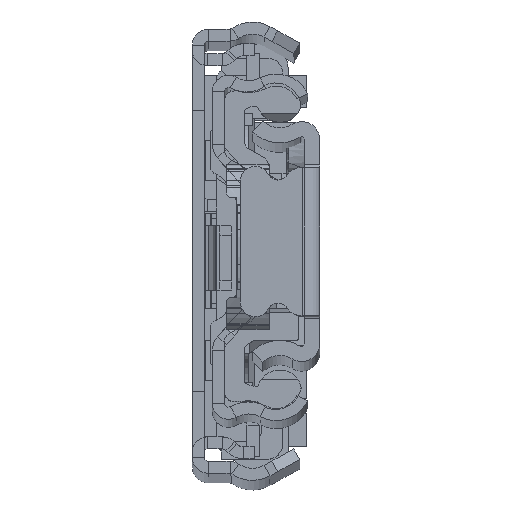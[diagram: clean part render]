
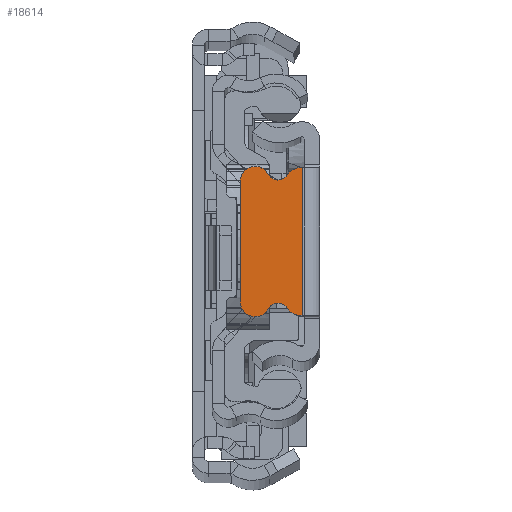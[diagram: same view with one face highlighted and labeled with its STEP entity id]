
A CAD part, top view. The second image highlights one B-rep face of the part: STEP entity #18614.
In plain terms, the highlighted planar face has unit normal (0, 0, 1).
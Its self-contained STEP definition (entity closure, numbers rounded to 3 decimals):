
#757 = AXIS2_PLACEMENT_3D ( 'NONE', #32066, #27125, #18689 ) ;
#944 = CARTESIAN_POINT ( 'NONE',  ( -1.929, -5.87, 0. ) ) ;
#1632 = EDGE_CURVE ( 'NONE', #29270, #11584, #20408, .T. ) ;
#1738 = CARTESIAN_POINT ( 'NONE',  ( -1.75, -7.37, 0. ) ) ;
#2649 = DIRECTION ( 'NONE',  ( -1., 0., 0. ) ) ;
#2878 = EDGE_CURVE ( 'NONE', #12784, #5623, #12913, .T. ) ;
#3031 = CIRCLE ( 'NONE', #23863, 1.5 ) ;
#3764 = DIRECTION ( 'NONE',  ( 0., 0., 1. ) ) ;
#3798 = CARTESIAN_POINT ( 'NONE',  ( -5.109, 6.713, 0. ) ) ;
#4542 = DIRECTION ( 'NONE',  ( 0., -1., 0. ) ) ;
#4728 = CARTESIAN_POINT ( 'NONE',  ( -1.929, -7.37, 0. ) ) ;
#4737 = VERTEX_POINT ( 'NONE', #24682 ) ;
#5623 = VERTEX_POINT ( 'NONE', #20686 ) ;
#7056 = CARTESIAN_POINT ( 'NONE',  ( -7.929, -6., 0. ) ) ;
#7224 = CARTESIAN_POINT ( 'NONE',  ( -1.929, 5.87, 0. ) ) ;
#7241 = VERTEX_POINT ( 'NONE', #19885 ) ;
#8043 = DIRECTION ( 'NONE',  ( 0., 0., 1. ) ) ;
#8695 = CARTESIAN_POINT ( 'NONE',  ( -4.142, -7.236, 0. ) ) ;
#9040 = DIRECTION ( 'NONE',  ( 1., 0., 0. ) ) ;
#9317 = VERTEX_POINT ( 'NONE', #4728 ) ;
#10028 = ORIENTED_EDGE ( 'NONE', *, *, #20953, .T. ) ;
#10237 = CARTESIAN_POINT ( 'NONE',  ( -1.929, 7.37, 0. ) ) ;
#10674 = LINE ( 'NONE', #26361, #34737 ) ;
#11117 = PLANE ( 'NONE',  #30820 ) ;
#11204 = CIRCLE ( 'NONE', #16246, 1.5 ) ;
#11584 = VERTEX_POINT ( 'NONE', #11760 ) ;
#11690 = VECTOR ( 'NONE', #15006, 1000. ) ;
#11709 = CIRCLE ( 'NONE', #24077, 1.5 ) ;
#11760 = CARTESIAN_POINT ( 'NONE',  ( -7.929, 6., 0. ) ) ;
#12621 = DIRECTION ( 'NONE',  ( -1., 0., 0. ) ) ;
#12784 = VERTEX_POINT ( 'NONE', #12989 ) ;
#12913 = LINE ( 'NONE', #10237, #20403 ) ;
#12989 = CARTESIAN_POINT ( 'NONE',  ( -1.929, 7.37, 0. ) ) ;
#13251 = DIRECTION ( 'NONE',  ( 1., 0., 0. ) ) ;
#13483 = DIRECTION ( 'NONE',  ( -1., 0., 0. ) ) ;
#13596 = EDGE_CURVE ( 'NONE', #4737, #29270, #30595, .T. ) ;
#14129 = LINE ( 'NONE', #23222, #16587 ) ;
#15006 = DIRECTION ( 'NONE',  ( 0., -1., 0. ) ) ;
#15196 = ORIENTED_EDGE ( 'NONE', *, *, #17086, .F. ) ;
#15263 = EDGE_LOOP ( 'NONE', ( #15196, #33880, #26776, #26080, #33249, #10028, #29116, #19221, #19570, #22139 ) ) ;
#15338 = DIRECTION ( 'NONE',  ( -1., 0., 0. ) ) ;
#16246 = AXIS2_PLACEMENT_3D ( 'NONE', #944, #3764, #9040 ) ;
#16587 = VECTOR ( 'NONE', #4542, 1000. ) ;
#16642 = DIRECTION ( 'NONE',  ( 0., 0., -1. ) ) ;
#17086 = EDGE_CURVE ( 'NONE', #5623, #19011, #14129, .T. ) ;
#17140 = VERTEX_POINT ( 'NONE', #33792 ) ;
#17864 = CARTESIAN_POINT ( 'NONE',  ( -6.429, -6., 0. ) ) ;
#18614 = ADVANCED_FACE ( 'NONE', ( #18700 ), #11117, .T. ) ;
#18689 = DIRECTION ( 'NONE',  ( 1., 0., 0. ) ) ;
#18700 = FACE_OUTER_BOUND ( 'NONE', #15263, .T. ) ;
#19011 = VERTEX_POINT ( 'NONE', #1738 ) ;
#19221 = ORIENTED_EDGE ( 'NONE', *, *, #32421, .T. ) ;
#19570 = ORIENTED_EDGE ( 'NONE', *, *, #19623, .T. ) ;
#19623 = EDGE_CURVE ( 'NONE', #24767, #9317, #11204, .T. ) ;
#19885 = CARTESIAN_POINT ( 'NONE',  ( -5.109, -6.713, 0. ) ) ;
#19965 = DIRECTION ( 'NONE',  ( 0., 0., 1. ) ) ;
#20403 = VECTOR ( 'NONE', #20974, 1000. ) ;
#20408 = CIRCLE ( 'NONE', #34487, 1.5 ) ;
#20618 = CARTESIAN_POINT ( 'NONE',  ( -3.206, -6.658, 0. ) ) ;
#20686 = CARTESIAN_POINT ( 'NONE',  ( -1.75, 7.37, 0. ) ) ;
#20953 = EDGE_CURVE ( 'NONE', #11584, #17140, #26454, .T. ) ;
#20974 = DIRECTION ( 'NONE',  ( 1., 0., 0. ) ) ;
#21922 = EDGE_CURVE ( 'NONE', #19011, #9317, #10674, .T. ) ;
#22139 = ORIENTED_EDGE ( 'NONE', *, *, #21922, .F. ) ;
#22705 = EDGE_CURVE ( 'NONE', #12784, #4737, #11709, .T. ) ;
#23222 = CARTESIAN_POINT ( 'NONE',  ( -1.75, 0., 0. ) ) ;
#23433 = AXIS2_PLACEMENT_3D ( 'NONE', #8695, #16642, #13483 ) ;
#23863 = AXIS2_PLACEMENT_3D ( 'NONE', #17864, #19965, #25965 ) ;
#23972 = DIRECTION ( 'NONE',  ( 0., 0., 1. ) ) ;
#24077 = AXIS2_PLACEMENT_3D ( 'NONE', #7224, #8043, #15338 ) ;
#24682 = CARTESIAN_POINT ( 'NONE',  ( -3.206, 6.658, 0. ) ) ;
#24767 = VERTEX_POINT ( 'NONE', #20618 ) ;
#25965 = DIRECTION ( 'NONE',  ( 1., 0., 0. ) ) ;
#26080 = ORIENTED_EDGE ( 'NONE', *, *, #13596, .T. ) ;
#26257 = CIRCLE ( 'NONE', #23433, 1.1 ) ;
#26361 = CARTESIAN_POINT ( 'NONE',  ( -1.929, -7.37, 0. ) ) ;
#26454 = LINE ( 'NONE', #7056, #11690 ) ;
#26621 = DIRECTION ( 'NONE',  ( 0., 0., 1. ) ) ;
#26776 = ORIENTED_EDGE ( 'NONE', *, *, #22705, .T. ) ;
#27125 = DIRECTION ( 'NONE',  ( 0., 0., -1. ) ) ;
#29116 = ORIENTED_EDGE ( 'NONE', *, *, #29760, .T. ) ;
#29270 = VERTEX_POINT ( 'NONE', #3798 ) ;
#29760 = EDGE_CURVE ( 'NONE', #17140, #7241, #3031, .T. ) ;
#30595 = CIRCLE ( 'NONE', #757, 1.1 ) ;
#30820 = AXIS2_PLACEMENT_3D ( 'NONE', #32600, #26621, #13251 ) ;
#32066 = CARTESIAN_POINT ( 'NONE',  ( -4.142, 7.236, 0. ) ) ;
#32421 = EDGE_CURVE ( 'NONE', #7241, #24767, #26257, .T. ) ;
#32600 = CARTESIAN_POINT ( 'NONE',  ( 542.471, 0., 0. ) ) ;
#33249 = ORIENTED_EDGE ( 'NONE', *, *, #1632, .T. ) ;
#33792 = CARTESIAN_POINT ( 'NONE',  ( -7.929, -6., 0. ) ) ;
#33880 = ORIENTED_EDGE ( 'NONE', *, *, #2878, .F. ) ;
#34487 = AXIS2_PLACEMENT_3D ( 'NONE', #34708, #23972, #2649 ) ;
#34708 = CARTESIAN_POINT ( 'NONE',  ( -6.429, 6., 0. ) ) ;
#34737 = VECTOR ( 'NONE', #12621, 1000. ) ;
